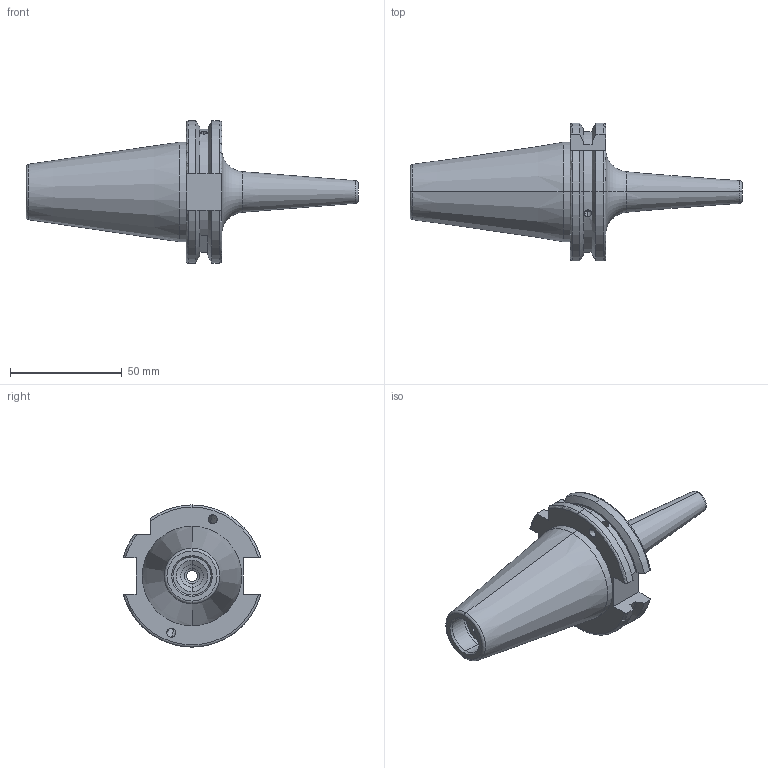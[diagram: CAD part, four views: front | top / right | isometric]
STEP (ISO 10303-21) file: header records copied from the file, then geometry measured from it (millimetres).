
FILE_DESCRIPTION (( 'STEP AP203' ), '1' );
FILE_NAME ('91406-SR405080.STEP', '2022-04-26T12:17:22', ( '' ), ( '' ), 'SwSTEP 2.0', 'SolidWorks 2018', '' );
FILE_SCHEMA (( 'CONFIG_CONTROL_DESIGN' ));
Length unit declared in the file: millimetre
Products named in the file (4): SK40SFK05080FWW; GS-M4X4_DIN 913 - M4 x 4-N; 91406-SR405080
Assembly tree (4 placements, depth 3):
  91406-SR405080
    SK40SFK05080FWW
      SK40SFK05080FWW
      GS-M4X4_DIN 913 - M4 x 4-N  x2
Bounding box: 148.4 x 61.48 x 63.55 mm (x, y, z)
Volume: 111621.3 mm3; surface area: 24917.9 mm2
Topology: 3 solids, 3 shells, 206 faces, 547 edges, 343 vertices
Faces by surface type: cone 84, cylinder 58, plane 46, torus 14, bspline 4
Entity records: 5848 total; most frequent: CARTESIAN_POINT 1435, DIRECTION 858, ORIENTED_EDGE 842, EDGE_CURVE 421, AXIS2_PLACEMENT_3D 344, VERTEX_POINT 267, CIRCLE 181, EDGE_LOOP 176
